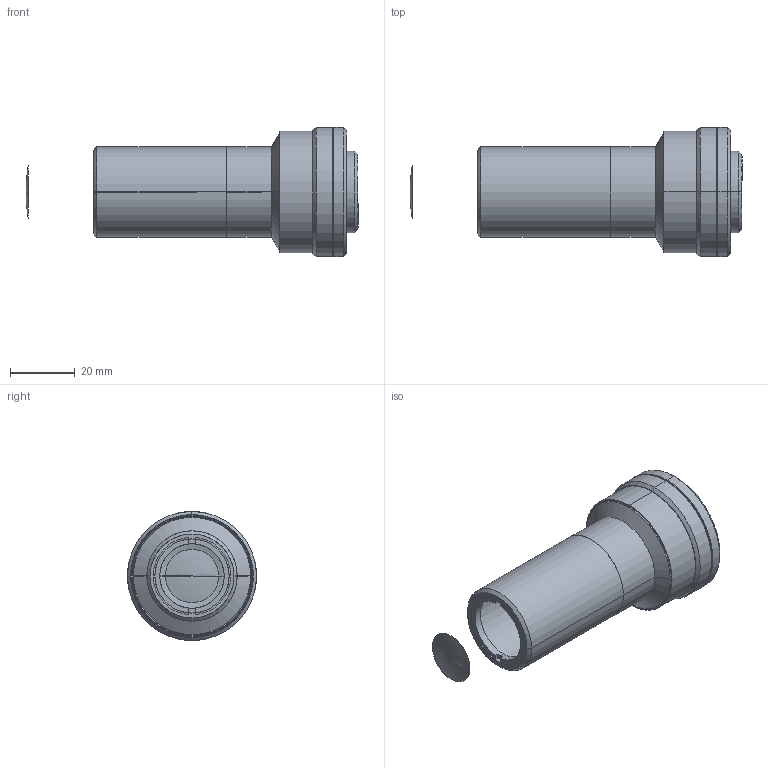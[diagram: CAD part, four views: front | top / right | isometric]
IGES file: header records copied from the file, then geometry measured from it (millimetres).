
Start section: SolidWorks IGES file using analytic representation for surfaces
Global section: file name: DP02021_TC23007.igs; native system: SolidWorks 2021; preprocessor: SolidWorks 2021; author: bertolucci; date: 210909.120741; units: millimetre
Bounding box: 102.93 x 40 x 40 mm (x, y, z)
Surface area: 15764.2 mm2 (no closed solid volume)
Topology: 0 solids, 0 shells, 77 faces, 1646 edges, 1644 vertices
Faces by surface type: revolution 48, bspline 29
